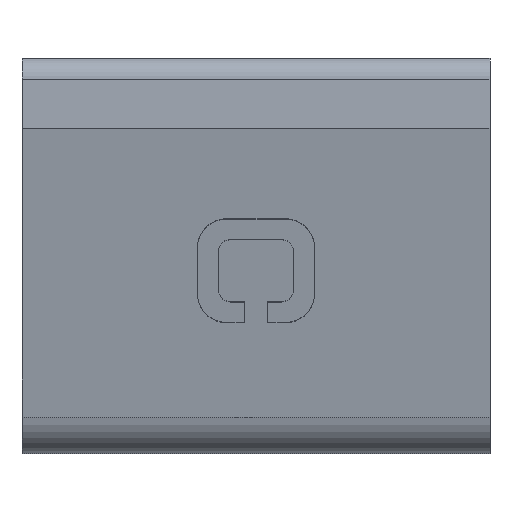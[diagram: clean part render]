
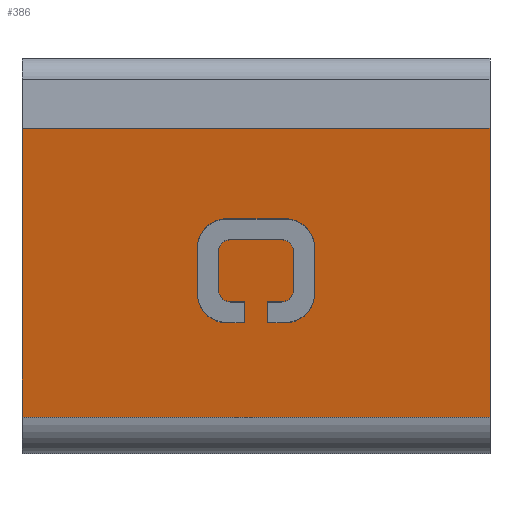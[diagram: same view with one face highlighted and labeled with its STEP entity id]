
A CAD part, front view. The second image highlights one B-rep face of the part: STEP entity #386.
In plain terms, the highlighted planar face has unit normal (0, -0.985, -0.174).
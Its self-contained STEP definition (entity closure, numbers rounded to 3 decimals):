
#386=ADVANCED_FACE('',(#1266,#1268),#1270,.F.);
#1266=FACE_BOUND('',#1267,.T.);
#1267=EDGE_LOOP('',(#1893,#1894,#1895,#1896));
#1268=FACE_BOUND('',#1269,.T.);
#1269=EDGE_LOOP('',(#1897,#1898,#1899,#1900,#1901,#1902,#1903,#1904,#1905,#1906,
#1907,#1908,#1909,#1910,#1911,#1912,#1913,#1914,#1915,#1916));
#1270=PLANE('',#1271);
#1271=AXIS2_PLACEMENT_3D('',#1272,#1273,#1274);
#1272=CARTESIAN_POINT('',(0.,26.171,-3.));
#1273=DIRECTION('',(0.,0.985,0.174));
#1274=DIRECTION('',(1.,0.,0.));
#1893=ORIENTED_EDGE('',*,*,#2304,.T.);
#1894=ORIENTED_EDGE('',*,*,#2317,.F.);
#1895=ORIENTED_EDGE('',*,*,#2333,.T.);
#1896=ORIENTED_EDGE('',*,*,#2305,.F.);
#1897=ORIENTED_EDGE('',*,*,#2334,.T.);
#1898=ORIENTED_EDGE('',*,*,#2335,.T.);
#1899=ORIENTED_EDGE('',*,*,#2336,.T.);
#1900=ORIENTED_EDGE('',*,*,#2337,.T.);
#1901=ORIENTED_EDGE('',*,*,#2338,.T.);
#1902=ORIENTED_EDGE('',*,*,#2339,.T.);
#1903=ORIENTED_EDGE('',*,*,#2340,.T.);
#1904=ORIENTED_EDGE('',*,*,#2341,.T.);
#1905=ORIENTED_EDGE('',*,*,#2342,.T.);
#1906=ORIENTED_EDGE('',*,*,#2343,.T.);
#1907=ORIENTED_EDGE('',*,*,#2344,.T.);
#1908=ORIENTED_EDGE('',*,*,#2345,.T.);
#1909=ORIENTED_EDGE('',*,*,#2346,.T.);
#1910=ORIENTED_EDGE('',*,*,#2347,.T.);
#1911=ORIENTED_EDGE('',*,*,#2348,.T.);
#1912=ORIENTED_EDGE('',*,*,#2349,.T.);
#1913=ORIENTED_EDGE('',*,*,#2350,.T.);
#1914=ORIENTED_EDGE('',*,*,#2351,.T.);
#1915=ORIENTED_EDGE('',*,*,#2352,.T.);
#1916=ORIENTED_EDGE('',*,*,#2353,.T.);
#2304=EDGE_CURVE('',#2494,#2596,#2598,.T.);
#2305=EDGE_CURVE('',#2494,#2599,#2600,.T.);
#2317=EDGE_CURVE('',#2617,#2596,#2619,.T.);
#2333=EDGE_CURVE('',#2617,#2599,#2641,.T.);
#2334=EDGE_CURVE('',#2642,#2643,#2644,.T.);
#2335=EDGE_CURVE('',#2643,#2645,#2646,.F.);
#2336=EDGE_CURVE('',#2645,#2647,#2648,.T.);
#2337=EDGE_CURVE('',#2647,#2649,#2650,.F.);
#2338=EDGE_CURVE('',#2649,#2651,#2652,.T.);
#2339=EDGE_CURVE('',#2651,#2653,#2654,.T.);
#2340=EDGE_CURVE('',#2653,#2655,#2656,.T.);
#2341=EDGE_CURVE('',#2655,#2657,#2658,.F.);
#2342=EDGE_CURVE('',#2657,#2659,#2660,.T.);
#2343=EDGE_CURVE('',#2659,#2661,#2662,.F.);
#2344=EDGE_CURVE('',#2661,#2663,#2664,.T.);
#2345=EDGE_CURVE('',#2663,#2665,#2666,.F.);
#2346=EDGE_CURVE('',#2665,#2667,#2668,.T.);
#2347=EDGE_CURVE('',#2667,#2669,#2670,.F.);
#2348=EDGE_CURVE('',#2669,#2671,#2672,.T.);
#2349=EDGE_CURVE('',#2671,#2673,#2674,.T.);
#2350=EDGE_CURVE('',#2673,#2675,#2676,.T.);
#2351=EDGE_CURVE('',#2675,#2677,#2678,.F.);
#2352=EDGE_CURVE('',#2677,#2679,#2680,.T.);
#2353=EDGE_CURVE('',#2679,#2642,#2681,.F.);
#2494=VERTEX_POINT('',#2902);
#2596=VERTEX_POINT('',#3145);
#2598=LINE('',#3150,#3151);
#2599=VERTEX_POINT('',#3153);
#2600=LINE('',#3154,#3155);
#2617=VERTEX_POINT('',#3195);
#2619=LINE('',#3199,#3200);
#2641=LINE('',#3255,#3256);
#2642=VERTEX_POINT('',#3258);
#2643=VERTEX_POINT('',#3259);
#2644=LINE('',#3260,#3261);
#2645=VERTEX_POINT('',#3263);
#2646=CIRCLE('',#3264,2.5);
#2647=VERTEX_POINT('',#3268);
#2648=LINE('',#3269,#3270);
#2649=VERTEX_POINT('',#3272);
#2650=CIRCLE('',#3273,2.5);
#2651=VERTEX_POINT('',#3277);
#2652=LINE('',#3278,#3279);
#2653=VERTEX_POINT('',#3281);
#2654=LINE('',#3282,#3283);
#2655=VERTEX_POINT('',#3285);
#2656=LINE('',#3286,#3287);
#2657=VERTEX_POINT('',#3289);
#2658=CIRCLE('',#3290,1.);
#2659=VERTEX_POINT('',#3294);
#2660=LINE('',#3295,#3296);
#2661=VERTEX_POINT('',#3298);
#2662=CIRCLE('',#3299,1.);
#2663=VERTEX_POINT('',#3303);
#2664=LINE('',#3304,#3305);
#2665=VERTEX_POINT('',#3307);
#2666=CIRCLE('',#3308,1.);
#2667=VERTEX_POINT('',#3312);
#2668=LINE('',#3313,#3314);
#2669=VERTEX_POINT('',#3316);
#2670=CIRCLE('',#3317,1.);
#2671=VERTEX_POINT('',#3321);
#2672=LINE('',#3322,#3323);
#2673=VERTEX_POINT('',#3325);
#2674=LINE('',#3326,#3327);
#2675=VERTEX_POINT('',#3329);
#2676=LINE('',#3330,#3331);
#2677=VERTEX_POINT('',#3333);
#2678=CIRCLE('',#3334,2.5);
#2679=VERTEX_POINT('',#3338);
#2680=LINE('',#3339,#3340);
#2681=CIRCLE('',#3342,2.5);
#2902=CARTESIAN_POINT('',(40.,26.288,-3.661));
#3145=CARTESIAN_POINT('',(0.,26.288,-3.661));
#3150=CARTESIAN_POINT('',(40.,26.288,-3.661));
#3151=VECTOR('',#3152,1.);
#3152=DIRECTION('',(-1.,0.,0.));
#3153=CARTESIAN_POINT('',(40.,30.873,-29.667));
#3154=CARTESIAN_POINT('',(40.,26.288,-3.661));
#3155=VECTOR('',#3156,1.);
#3156=DIRECTION('',(0.,0.174,-0.985));
#3195=CARTESIAN_POINT('',(0.,30.873,-29.667));
#3199=CARTESIAN_POINT('',(0.,30.873,-29.667));
#3200=VECTOR('',#3201,1.);
#3201=DIRECTION('',(0.,-0.174,0.985));
#3255=CARTESIAN_POINT('',(0.,30.873,-29.667));
#3256=VECTOR('',#3257,1.);
#3257=DIRECTION('',(1.,0.,0.));
#3258=CARTESIAN_POINT('',(17.498,27.89,-12.75));
#3259=CARTESIAN_POINT('',(22.502,27.89,-12.75));
#3260=CARTESIAN_POINT('',(17.498,27.89,-12.75));
#3261=VECTOR('',#3262,1.);
#3262=DIRECTION('',(1.,0.,0.));
#3263=CARTESIAN_POINT('',(25.002,28.325,-15.212));
#3264=AXIS2_PLACEMENT_3D('',#3265,#3266,#3267);
#3265=CARTESIAN_POINT('',(22.502,28.325,-15.212));
#3266=DIRECTION('',(0.,-0.985,-0.174));
#3267=DIRECTION('',(1.,0.,0.));
#3268=CARTESIAN_POINT('',(25.002,29.019,-19.151));
#3269=CARTESIAN_POINT('',(25.002,28.325,-15.212));
#3270=VECTOR('',#3271,1.);
#3271=DIRECTION('',(0.,0.174,-0.985));
#3272=CARTESIAN_POINT('',(22.502,29.453,-21.613));
#3273=AXIS2_PLACEMENT_3D('',#3274,#3275,#3276);
#3274=CARTESIAN_POINT('',(22.502,29.019,-19.151));
#3275=DIRECTION('',(0.,-0.985,-0.174));
#3276=DIRECTION('',(0.,0.174,-0.985));
#3277=CARTESIAN_POINT('',(21.,29.453,-21.613));
#3278=CARTESIAN_POINT('',(22.502,29.453,-21.613));
#3279=VECTOR('',#3280,1.);
#3280=DIRECTION('',(-1.,0.,0.));
#3281=CARTESIAN_POINT('',(21.,29.141,-19.84));
#3282=CARTESIAN_POINT('',(21.,29.453,-21.613));
#3283=VECTOR('',#3284,1.);
#3284=DIRECTION('',(0.,-0.174,0.985));
#3285=CARTESIAN_POINT('',(22.202,29.141,-19.84));
#3286=CARTESIAN_POINT('',(21.,29.141,-19.84));
#3287=VECTOR('',#3288,1.);
#3288=DIRECTION('',(1.,0.,0.));
#3289=CARTESIAN_POINT('',(23.202,28.967,-18.855));
#3290=AXIS2_PLACEMENT_3D('',#3291,#3292,#3293);
#3291=CARTESIAN_POINT('',(22.202,28.967,-18.855));
#3292=DIRECTION('',(0.,0.985,0.174));
#3293=DIRECTION('',(1.,0.,0.));
#3294=CARTESIAN_POINT('',(23.202,28.377,-15.507));
#3295=CARTESIAN_POINT('',(23.202,28.967,-18.855));
#3296=VECTOR('',#3297,1.);
#3297=DIRECTION('',(0.,-0.174,0.985));
#3298=CARTESIAN_POINT('',(22.202,28.203,-14.522));
#3299=AXIS2_PLACEMENT_3D('',#3300,#3301,#3302);
#3300=CARTESIAN_POINT('',(22.202,28.377,-15.507));
#3301=DIRECTION('',(0.,0.985,0.174));
#3302=DIRECTION('',(0.,-0.174,0.985));
#3303=CARTESIAN_POINT('',(17.798,28.203,-14.522));
#3304=CARTESIAN_POINT('',(22.202,28.203,-14.522));
#3305=VECTOR('',#3306,1.);
#3306=DIRECTION('',(-1.,0.,0.));
#3307=CARTESIAN_POINT('',(16.798,28.377,-15.507));
#3308=AXIS2_PLACEMENT_3D('',#3309,#3310,#3311);
#3309=CARTESIAN_POINT('',(17.798,28.377,-15.507));
#3310=DIRECTION('',(0.,0.985,0.174));
#3311=DIRECTION('',(-1.,0.,0.));
#3312=CARTESIAN_POINT('',(16.798,28.967,-18.855));
#3313=CARTESIAN_POINT('',(16.798,28.377,-15.507));
#3314=VECTOR('',#3315,1.);
#3315=DIRECTION('',(0.,0.174,-0.985));
#3316=CARTESIAN_POINT('',(17.798,29.141,-19.84));
#3317=AXIS2_PLACEMENT_3D('',#3318,#3319,#3320);
#3318=CARTESIAN_POINT('',(17.798,28.967,-18.855));
#3319=DIRECTION('',(0.,0.985,0.174));
#3320=DIRECTION('',(0.,0.174,-0.985));
#3321=CARTESIAN_POINT('',(19.,29.141,-19.84));
#3322=CARTESIAN_POINT('',(17.798,29.141,-19.84));
#3323=VECTOR('',#3324,1.);
#3324=DIRECTION('',(1.,0.,0.));
#3325=CARTESIAN_POINT('',(19.,29.453,-21.613));
#3326=CARTESIAN_POINT('',(19.,29.141,-19.84));
#3327=VECTOR('',#3328,1.);
#3328=DIRECTION('',(0.,0.174,-0.985));
#3329=CARTESIAN_POINT('',(17.498,29.453,-21.613));
#3330=CARTESIAN_POINT('',(19.,29.453,-21.613));
#3331=VECTOR('',#3332,1.);
#3332=DIRECTION('',(-1.,0.,0.));
#3333=CARTESIAN_POINT('',(14.998,29.019,-19.151));
#3334=AXIS2_PLACEMENT_3D('',#3335,#3336,#3337);
#3335=CARTESIAN_POINT('',(17.498,29.019,-19.151));
#3336=DIRECTION('',(0.,-0.985,-0.174));
#3337=DIRECTION('',(-1.,0.,0.));
#3338=CARTESIAN_POINT('',(14.998,28.325,-15.212));
#3339=CARTESIAN_POINT('',(14.998,29.019,-19.151));
#3340=VECTOR('',#3341,1.);
#3341=DIRECTION('',(0.,-0.174,0.985));
#3342=AXIS2_PLACEMENT_3D('',#3343,#3344,#3345);
#3343=CARTESIAN_POINT('',(17.498,28.325,-15.212));
#3344=DIRECTION('',(0.,-0.985,-0.174));
#3345=DIRECTION('',(0.,-0.174,0.985));
